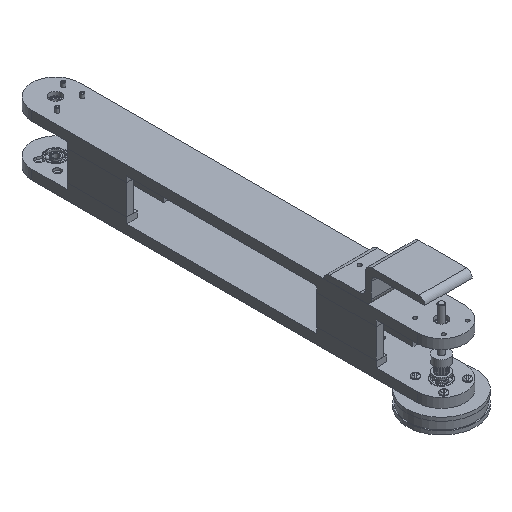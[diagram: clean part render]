
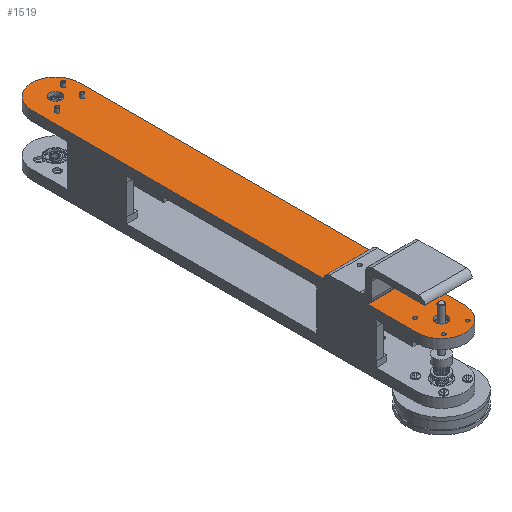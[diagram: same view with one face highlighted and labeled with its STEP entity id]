
A CAD part, isometric view. The second image highlights one B-rep face of the part: STEP entity #1519.
In plain terms, the highlighted face is planar.
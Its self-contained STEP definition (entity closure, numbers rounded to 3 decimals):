
#1519=ADVANCED_FACE('',(#2072,#2074,#2076,#2078,#2080,#2082,#2084,#2086,#2088,#2090,
#2092,#2094,#2096),#2098,.F.);
#2072=FACE_BOUND('',#2073,.T.);
#2073=EDGE_LOOP('',(#4028,#4029,#4030,#4031));
#2074=FACE_BOUND('',#2075,.T.);
#2075=EDGE_LOOP('',(#4032));
#2076=FACE_BOUND('',#2077,.T.);
#2077=EDGE_LOOP('',(#4033));
#2078=FACE_BOUND('',#2079,.T.);
#2079=EDGE_LOOP('',(#4034));
#2080=FACE_BOUND('',#2081,.T.);
#2081=EDGE_LOOP('',(#4035));
#2082=FACE_BOUND('',#2083,.T.);
#2083=EDGE_LOOP('',(#4036));
#2084=FACE_BOUND('',#2085,.T.);
#2085=EDGE_LOOP('',(#4037));
#2086=FACE_BOUND('',#2087,.T.);
#2087=EDGE_LOOP('',(#4038));
#2088=FACE_BOUND('',#2089,.T.);
#2089=EDGE_LOOP('',(#4039));
#2090=FACE_BOUND('',#2091,.T.);
#2091=EDGE_LOOP('',(#4040));
#2092=FACE_BOUND('',#2093,.T.);
#2093=EDGE_LOOP('',(#4041));
#2094=FACE_BOUND('',#2095,.T.);
#2095=EDGE_LOOP('',(#4042));
#2096=FACE_BOUND('',#2097,.T.);
#2097=EDGE_LOOP('',(#4043));
#2098=PLANE('',#2099);
#2099=AXIS2_PLACEMENT_3D('',#2100,#2101,#2102);
#2100=CARTESIAN_POINT('',(0.,0.,-3.));
#2101=DIRECTION('',(0.,0.,1.));
#2102=DIRECTION('',(0.,-1.,0.));
#4028=ORIENTED_EDGE('',*,*,#5119,.F.);
#4029=ORIENTED_EDGE('',*,*,#5120,.F.);
#4030=ORIENTED_EDGE('',*,*,#5121,.F.);
#4031=ORIENTED_EDGE('',*,*,#5122,.F.);
#4032=ORIENTED_EDGE('',*,*,#5057,.T.);
#4033=ORIENTED_EDGE('',*,*,#5059,.T.);
#4034=ORIENTED_EDGE('',*,*,#5061,.T.);
#4035=ORIENTED_EDGE('',*,*,#5123,.T.);
#4036=ORIENTED_EDGE('',*,*,#5124,.T.);
#4037=ORIENTED_EDGE('',*,*,#5125,.T.);
#4038=ORIENTED_EDGE('',*,*,#5126,.T.);
#4039=ORIENTED_EDGE('',*,*,#5127,.T.);
#4040=ORIENTED_EDGE('',*,*,#5128,.T.);
#4041=ORIENTED_EDGE('',*,*,#5129,.T.);
#4042=ORIENTED_EDGE('',*,*,#5130,.T.);
#4043=ORIENTED_EDGE('',*,*,#5131,.T.);
#5057=EDGE_CURVE('',#5626,#5626,#5627,.T.);
#5059=EDGE_CURVE('',#5630,#5630,#5631,.T.);
#5061=EDGE_CURVE('',#5634,#5634,#5635,.T.);
#5119=EDGE_CURVE('',#5746,#5747,#5748,.T.);
#5120=EDGE_CURVE('',#5749,#5746,#5750,.T.);
#5121=EDGE_CURVE('',#5751,#5749,#5752,.T.);
#5122=EDGE_CURVE('',#5747,#5751,#5753,.T.);
#5123=EDGE_CURVE('',#5754,#5754,#5755,.F.);
#5124=EDGE_CURVE('',#5756,#5756,#5757,.F.);
#5125=EDGE_CURVE('',#5758,#5758,#5759,.F.);
#5126=EDGE_CURVE('',#5760,#5760,#5761,.T.);
#5127=EDGE_CURVE('',#5762,#5762,#5763,.T.);
#5128=EDGE_CURVE('',#5764,#5764,#5765,.F.);
#5129=EDGE_CURVE('',#5766,#5766,#5767,.F.);
#5130=EDGE_CURVE('',#5768,#5768,#5769,.F.);
#5131=EDGE_CURVE('',#5770,#5770,#5771,.F.);
#5626=VERTEX_POINT('',#6619);
#5627=CIRCLE('',#6620,1.5);
#5630=VERTEX_POINT('',#6629);
#5631=CIRCLE('',#6630,1.5);
#5634=VERTEX_POINT('',#6639);
#5635=CIRCLE('',#6640,1.5);
#5746=VERTEX_POINT('',#6885);
#5747=VERTEX_POINT('',#6886);
#5748=LINE('',#6887,#6888);
#5749=VERTEX_POINT('',#6890);
#5750=CIRCLE('',#6891,20.);
#5751=VERTEX_POINT('',#6895);
#5752=LINE('',#6896,#6897);
#5753=CIRCLE('',#6899,20.);
#5754=VERTEX_POINT('',#6903);
#5755=CIRCLE('',#6904,1.5);
#5756=VERTEX_POINT('',#6908);
#5757=CIRCLE('',#6909,1.5);
#5758=VERTEX_POINT('',#6913);
#5759=CIRCLE('',#6914,1.5);
#5760=VERTEX_POINT('',#6918);
#5761=CIRCLE('',#6919,5.);
#5762=VERTEX_POINT('',#6923);
#5763=CIRCLE('',#6924,5.);
#5764=VERTEX_POINT('',#6928);
#5765=CIRCLE('',#6929,1.5);
#5766=VERTEX_POINT('',#6933);
#5767=CIRCLE('',#6934,1.5);
#5768=VERTEX_POINT('',#6938);
#5769=CIRCLE('',#6939,1.5);
#5770=VERTEX_POINT('',#6943);
#5771=CIRCLE('',#6944,1.5);
#6619=CARTESIAN_POINT('',(-10.5,2.5,-3.));
#6620=AXIS2_PLACEMENT_3D('',#6621,#6622,#6623);
#6621=CARTESIAN_POINT('',(-10.5,4.,-3.));
#6622=DIRECTION('',(0.,0.,1.));
#6623=DIRECTION('',(0.,-1.,0.));
#6629=CARTESIAN_POINT('',(-10.5,-13.5,-3.));
#6630=AXIS2_PLACEMENT_3D('',#6631,#6632,#6633);
#6631=CARTESIAN_POINT('',(-10.5,-12.,-3.));
#6632=DIRECTION('',(0.,0.,1.));
#6633=DIRECTION('',(0.,-1.,0.));
#6639=CARTESIAN_POINT('',(10.5,-13.5,-3.));
#6640=AXIS2_PLACEMENT_3D('',#6641,#6642,#6643);
#6641=CARTESIAN_POINT('',(10.5,-12.,-3.));
#6642=DIRECTION('',(0.,0.,1.));
#6643=DIRECTION('',(0.,-1.,0.));
#6885=CARTESIAN_POINT('',(20.,-324.81,-3.));
#6886=CARTESIAN_POINT('',(20.,0.188,-3.));
#6887=CARTESIAN_POINT('',(20.,-324.81,-3.));
#6888=VECTOR('',#6889,1.);
#6889=DIRECTION('',(0.,1.,0.));
#6890=CARTESIAN_POINT('',(-20.,-324.81,-3.));
#6891=AXIS2_PLACEMENT_3D('',#6892,#6893,#6894);
#6892=CARTESIAN_POINT('',(0.,-324.81,-3.));
#6893=DIRECTION('',(0.,0.,1.));
#6894=DIRECTION('',(-1.,0.,0.));
#6895=CARTESIAN_POINT('',(-20.,0.188,-3.));
#6896=CARTESIAN_POINT('',(-20.,0.188,-3.));
#6897=VECTOR('',#6898,1.);
#6898=DIRECTION('',(0.,-1.,0.));
#6899=AXIS2_PLACEMENT_3D('',#6900,#6901,#6902);
#6900=CARTESIAN_POINT('',(0.,0.188,-3.));
#6901=DIRECTION('',(0.,0.,1.));
#6902=DIRECTION('',(1.,0.,0.));
#6903=CARTESIAN_POINT('',(-1.5,-255.81,-3.));
#6904=AXIS2_PLACEMENT_3D('',#6905,#6906,#6907);
#6905=CARTESIAN_POINT('',(0.,-255.81,-3.));
#6906=DIRECTION('',(0.,0.,-1.));
#6907=DIRECTION('',(-1.,0.,0.));
#6908=CARTESIAN_POINT('',(3.5,-270.81,-3.));
#6909=AXIS2_PLACEMENT_3D('',#6910,#6911,#6912);
#6910=CARTESIAN_POINT('',(5.,-270.81,-3.));
#6911=DIRECTION('',(0.,0.,-1.));
#6912=DIRECTION('',(-1.,0.,0.));
#6913=CARTESIAN_POINT('',(-6.5,-270.81,-3.));
#6914=AXIS2_PLACEMENT_3D('',#6915,#6916,#6917);
#6915=CARTESIAN_POINT('',(-5.,-270.81,-3.));
#6916=DIRECTION('',(0.,0.,-1.));
#6917=DIRECTION('',(-1.,0.,0.));
#6918=CARTESIAN_POINT('',(5.,0.188,-3.));
#6919=AXIS2_PLACEMENT_3D('',#6920,#6921,#6922);
#6920=CARTESIAN_POINT('',(0.,0.188,-3.));
#6921=DIRECTION('',(0.,0.,1.));
#6922=DIRECTION('',(1.,0.,0.));
#6923=CARTESIAN_POINT('',(0.,-329.81,-3.));
#6924=AXIS2_PLACEMENT_3D('',#6925,#6926,#6927);
#6925=CARTESIAN_POINT('',(0.,-324.81,-3.));
#6926=DIRECTION('',(0.,0.,1.));
#6927=DIRECTION('',(0.,-1.,0.));
#6928=CARTESIAN_POINT('',(-11.5,-336.81,-3.));
#6929=AXIS2_PLACEMENT_3D('',#6930,#6931,#6932);
#6930=CARTESIAN_POINT('',(-10.,-336.81,-3.));
#6931=DIRECTION('',(0.,0.,-1.));
#6932=DIRECTION('',(-1.,0.,0.));
#6933=CARTESIAN_POINT('',(8.5,-336.81,-3.));
#6934=AXIS2_PLACEMENT_3D('',#6935,#6936,#6937);
#6935=CARTESIAN_POINT('',(10.,-336.81,-3.));
#6936=DIRECTION('',(0.,0.,-1.));
#6937=DIRECTION('',(-1.,0.,0.));
#6938=CARTESIAN_POINT('',(-11.5,-312.81,-3.));
#6939=AXIS2_PLACEMENT_3D('',#6940,#6941,#6942);
#6940=CARTESIAN_POINT('',(-10.,-312.81,-3.));
#6941=DIRECTION('',(0.,0.,-1.));
#6942=DIRECTION('',(-1.,0.,0.));
#6943=CARTESIAN_POINT('',(8.5,-312.81,-3.));
#6944=AXIS2_PLACEMENT_3D('',#6945,#6946,#6947);
#6945=CARTESIAN_POINT('',(10.,-312.81,-3.));
#6946=DIRECTION('',(0.,0.,-1.));
#6947=DIRECTION('',(-1.,0.,0.));
